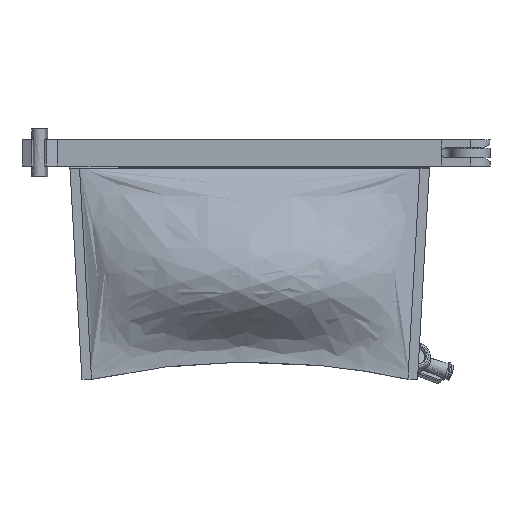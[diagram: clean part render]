
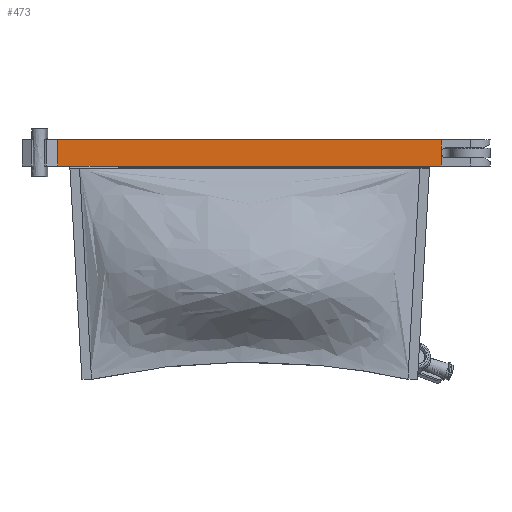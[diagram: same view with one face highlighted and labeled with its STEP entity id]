
A CAD part, front view. The second image highlights one B-rep face of the part: STEP entity #473.
In plain terms, the highlighted free-form (B-spline) face has degree [2, 1] with [3, 2] control points.
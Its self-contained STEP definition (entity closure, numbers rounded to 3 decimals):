
#272 = VERTEX_POINT('',#273);
#273 = CARTESIAN_POINT('',(-105.012,-11.127,
    -1.313));
#278 = EDGE_CURVE('',#272,#279,#281,.T.);
#279 = VERTEX_POINT('',#280);
#280 = CARTESIAN_POINT('',(105.013,-10.567,
    -1.313));
#281 = ( BOUNDED_CURVE() B_SPLINE_CURVE(2,(#282,#283,#284),
.UNSPECIFIED.,.F.,.F.) B_SPLINE_CURVE_WITH_KNOTS((3,3),(0.,
0.005),.PIECEWISE_BEZIER_KNOTS.) CURVE() 
GEOMETRIC_REPRESENTATION_ITEM() RATIONAL_B_SPLINE_CURVE((1.,
1.,1.)) REPRESENTATION_ITEM('') );
#282 = CARTESIAN_POINT('',(-105.012,-11.127,
    -1.313));
#283 = CARTESIAN_POINT('',(0.,-10.567,
    -1.313));
#284 = CARTESIAN_POINT('',(105.013,-10.567,
    -1.313));
#456 = EDGE_CURVE('',#457,#279,#459,.T.);
#457 = VERTEX_POINT('',#458);
#458 = CARTESIAN_POINT('',(105.013,-10.567,
    5.066));
#459 = B_SPLINE_CURVE_WITH_KNOTS('',1,(#460,#461),.UNSPECIFIED.,.F.,.F.,
  (2,2),(0.,4.86),.PIECEWISE_BEZIER_KNOTS.);
#460 = CARTESIAN_POINT('',(105.013,-10.567,
    5.066));
#461 = CARTESIAN_POINT('',(105.013,-10.567,
    -1.313));
#473 = ADVANCED_FACE('',(#474),#520,.F.);
#474 = FACE_BOUND('',#475,.F.);
#475 = EDGE_LOOP('',(#476,#489,#498,#499,#500,#507,#515));
#476 = ORIENTED_EDGE('',*,*,#477,.T.);
#477 = EDGE_CURVE('',#478,#480,#482,.T.);
#478 = VERTEX_POINT('',#479);
#479 = CARTESIAN_POINT('',(105.013,-10.567,
    6.747));
#480 = VERTEX_POINT('',#481);
#481 = CARTESIAN_POINT('',(104.882,-10.567,
    5.907));
#482 = B_SPLINE_CURVE_WITH_KNOTS('',3,(#483,#484,#485,#486,#487,#488),
  .UNSPECIFIED.,.F.,.F.,(4,1,1,4),(0.,0.333,0.667,1.),
  .UNSPECIFIED.);
#483 = CARTESIAN_POINT('',(105.013,-10.567,
    6.747));
#484 = CARTESIAN_POINT('',(104.984,-10.567,
    6.657));
#485 = CARTESIAN_POINT('',(104.936,-10.567,
    6.474));
#486 = CARTESIAN_POINT('',(104.891,-10.567,
    6.191));
#487 = CARTESIAN_POINT('',(104.882,-10.567,
    6.002));
#488 = CARTESIAN_POINT('',(104.882,-10.567,
    5.907));
#489 = ORIENTED_EDGE('',*,*,#490,.T.);
#490 = EDGE_CURVE('',#480,#457,#491,.T.);
#491 = B_SPLINE_CURVE_WITH_KNOTS('',3,(#492,#493,#494,#495,#496,#497),
  .UNSPECIFIED.,.F.,.F.,(4,1,1,4),(0.,0.333,0.667,1.),
  .UNSPECIFIED.);
#492 = CARTESIAN_POINT('',(104.882,-10.567,
    5.907));
#493 = CARTESIAN_POINT('',(104.882,-10.567,
    5.812));
#494 = CARTESIAN_POINT('',(104.891,-10.567,
    5.622));
#495 = CARTESIAN_POINT('',(104.936,-10.567,
    5.34));
#496 = CARTESIAN_POINT('',(104.984,-10.567,
    5.157));
#497 = CARTESIAN_POINT('',(105.013,-10.567,5.066
    ));
#498 = ORIENTED_EDGE('',*,*,#456,.T.);
#499 = ORIENTED_EDGE('',*,*,#278,.F.);
#500 = ORIENTED_EDGE('',*,*,#501,.T.);
#501 = EDGE_CURVE('',#272,#502,#504,.T.);
#502 = VERTEX_POINT('',#503);
#503 = CARTESIAN_POINT('',(-105.012,-11.127,
    13.127));
#504 = B_SPLINE_CURVE_WITH_KNOTS('',1,(#505,#506),.UNSPECIFIED.,.F.,.F.,
  (2,2),(0.,11.),.PIECEWISE_BEZIER_KNOTS.);
#505 = CARTESIAN_POINT('',(-105.012,-11.127,
    -1.313));
#506 = CARTESIAN_POINT('',(-105.012,-11.127,
    13.127));
#507 = ORIENTED_EDGE('',*,*,#508,.F.);
#508 = EDGE_CURVE('',#509,#502,#511,.T.);
#509 = VERTEX_POINT('',#510);
#510 = CARTESIAN_POINT('',(105.013,-10.567,
    13.127));
#511 = ( BOUNDED_CURVE() B_SPLINE_CURVE(2,(#512,#513,#514),
.UNSPECIFIED.,.F.,.F.) B_SPLINE_CURVE_WITH_KNOTS((3,3),(0.,
0.005),.PIECEWISE_BEZIER_KNOTS.) CURVE() 
GEOMETRIC_REPRESENTATION_ITEM() RATIONAL_B_SPLINE_CURVE((1.,
1.,1.)) REPRESENTATION_ITEM('') );
#512 = CARTESIAN_POINT('',(105.013,-10.567,
    13.127));
#513 = CARTESIAN_POINT('',(0.,-10.567,
    13.127));
#514 = CARTESIAN_POINT('',(-105.012,-11.127,
    13.127));
#515 = ORIENTED_EDGE('',*,*,#516,.T.);
#516 = EDGE_CURVE('',#509,#478,#517,.T.);
#517 = B_SPLINE_CURVE_WITH_KNOTS('',1,(#518,#519),.UNSPECIFIED.,.F.,.F.,
  (2,2),(0.,4.86),.PIECEWISE_BEZIER_KNOTS.);
#518 = CARTESIAN_POINT('',(105.013,-10.567,
    13.127));
#519 = CARTESIAN_POINT('',(105.013,-10.567,
    6.747));
#520 = ( BOUNDED_SURFACE() B_SPLINE_SURFACE(2,1,(
    (#521,#522)
    ,(#523,#524)
,(#525,#526
    )),.UNSPECIFIED.,.F.,.F.,.F.) B_SPLINE_SURFACE_WITH_KNOTS((3,3),(2,2
    ),(3.142,3.147),(0.55,11.55),
.PIECEWISE_BEZIER_KNOTS.) GEOMETRIC_REPRESENTATION_ITEM() 
RATIONAL_B_SPLINE_SURFACE((
    (1.,1.)
    ,(1.,1.)
,(1.,1.))) REPRESENTATION_ITEM('') SURFACE() );
#521 = CARTESIAN_POINT('',(105.013,-10.567,
    -1.313));
#522 = CARTESIAN_POINT('',(105.013,-10.567,
    13.127));
#523 = CARTESIAN_POINT('',(0.,-10.567,
    -1.313));
#524 = CARTESIAN_POINT('',(0.,-10.567,
    13.127));
#525 = CARTESIAN_POINT('',(-105.012,-11.127,
    -1.313));
#526 = CARTESIAN_POINT('',(-105.012,-11.127,
    13.127));
